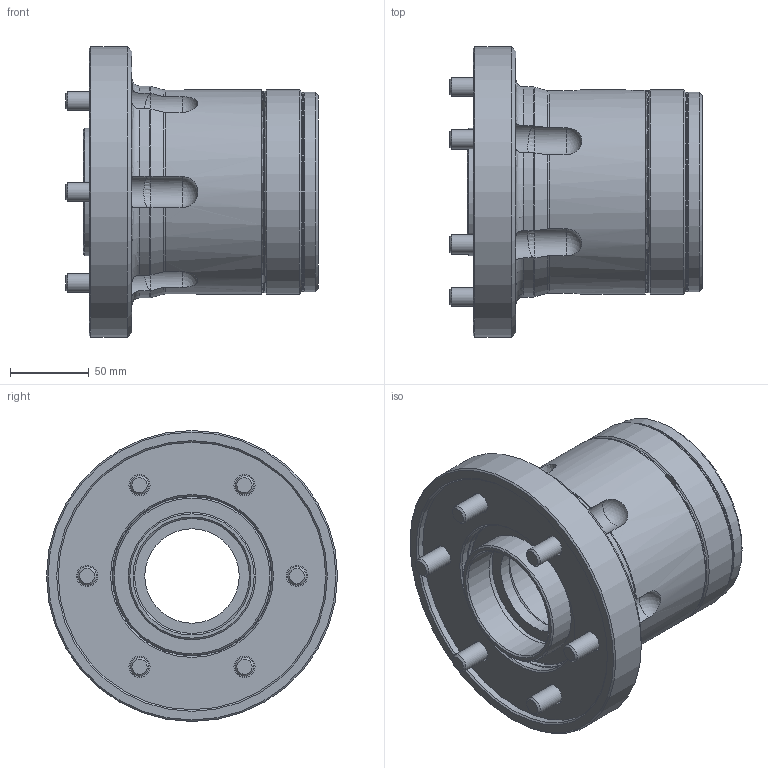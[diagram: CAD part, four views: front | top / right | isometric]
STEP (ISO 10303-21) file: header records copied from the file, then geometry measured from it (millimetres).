
FILE_DESCRIPTION (( 'STEP AP203' ), '1' );
FILE_NAME ('CF-CL-6017.STEP', '2024-12-18T02:42:59', ( '' ), ( '' ), 'SwSTEP 2.0', 'SolidWorks 2020', '' );
FILE_SCHEMA (( 'CONFIG_CONTROL_DESIGN' ));
Length unit declared in the file: millimetre
Products named in the file (8): CF-CL-42-08000; 圓頭內六角螺栓_M12x30; CF-CL-6017-01010; CF-CL-6017; CF-CL-6017-02000 ; FSW320300; CF-CL-6017-03010; CF-CL-6017-05020
Assembly tree (12 placements, depth 2):
  CF-CL-6017
    CF-CL-6017-01010
    CF-CL-6017-02000 
    FSW320300
    CF-CL-6017-03010
    CF-CL-6017-05020
    CF-CL-42-08000
    圓頭內六角螺栓_M12x30  x6
Bounding box: 160.5 x 185 x 185 mm (x, y, z)
Volume: 1568580.2 mm3; surface area: 295299.5 mm2
Topology: 12 solids, 12 shells, 311 faces, 745 edges, 465 vertices
Faces by surface type: plane 140, cylinder 77, cone 59, torus 23, sphere 12
Full cylindrical faces by diameter (mm): 4.95 x1, 5 x1, 6 x2, 6.8 x1, 8 x1, 12 x6, 13.5 x6, 18 x6, 20 x6, 60 x1, 66 x1, 67 x1, 67.5 x1, 72 x2, 73 x1, 74 x1, 75.5 x1, 81 x1, 90 x1, 92 x1, 96 x2, 101 x2, 101.5 x1, 109.5 x1, 110.5 x1, 126 x1, 127 x1, 130 x2, 170 x1, 185 x1
Entity records: 7827 total; most frequent: CARTESIAN_POINT 2404, DIRECTION 943, ORIENTED_EDGE 802, AXIS2_PLACEMENT_3D 420, EDGE_CURVE 401, EDGE_LOOP 326, VERTEX_POINT 297, FACE_OUTER_BOUND 258
